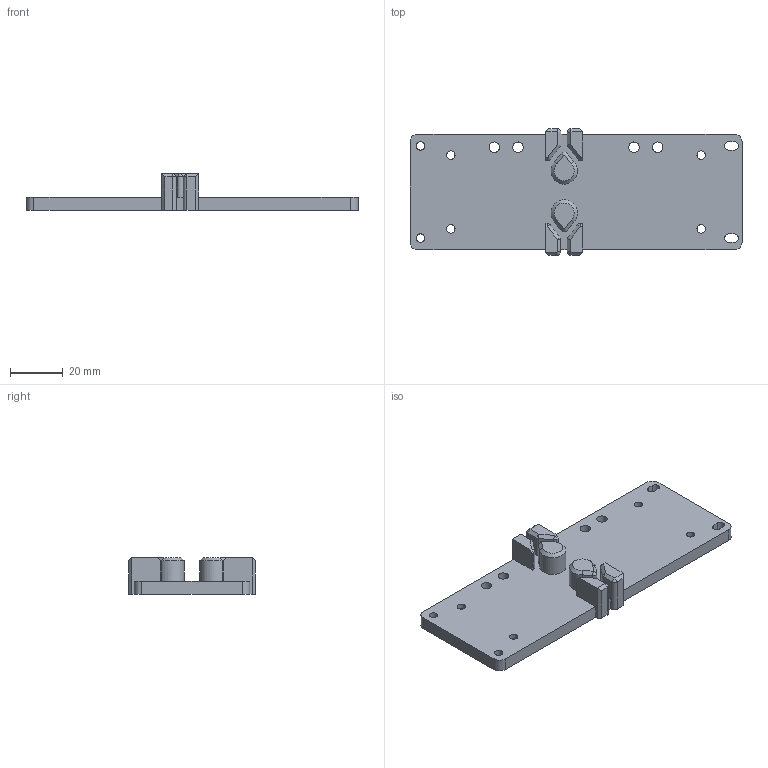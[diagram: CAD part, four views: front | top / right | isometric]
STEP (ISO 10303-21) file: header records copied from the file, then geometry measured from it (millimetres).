
FILE_DESCRIPTION(('FreeCAD Model'),'2;1');
FILE_NAME('Open CASCADE Shape Model','2021-12-27T19:29:45',('Author'),( ''),'Open CASCADE STEP processor 7.5','FreeCAD','Unknown');
FILE_SCHEMA(('AUTOMOTIVE_DESIGN { 1 0 10303 214 1 1 1 1 }'));
Length unit declared in the file: millimetre
Products named in the file (1): Fusion
Bounding box: 126 x 48 x 14 mm (x, y, z)
Volume: 30496.9 mm3; surface area: 15053.4 mm2
Topology: 1 solids, 1 shells, 146 faces, 380 edges, 242 vertices
Faces by surface type: plane 96, cylinder 34, cone 16
Full cylindrical faces by diameter (mm): 3.2 x6, 4 x4
Entity records: 10018 total; most frequent: CARTESIAN_POINT 1833, DIRECTION 1372, LINE 852, VECTOR 852, ORIENTED_EDGE 760, PCURVE 760, DEFINITIONAL_REPRESENTATION 760, EDGE_CURVE 380
